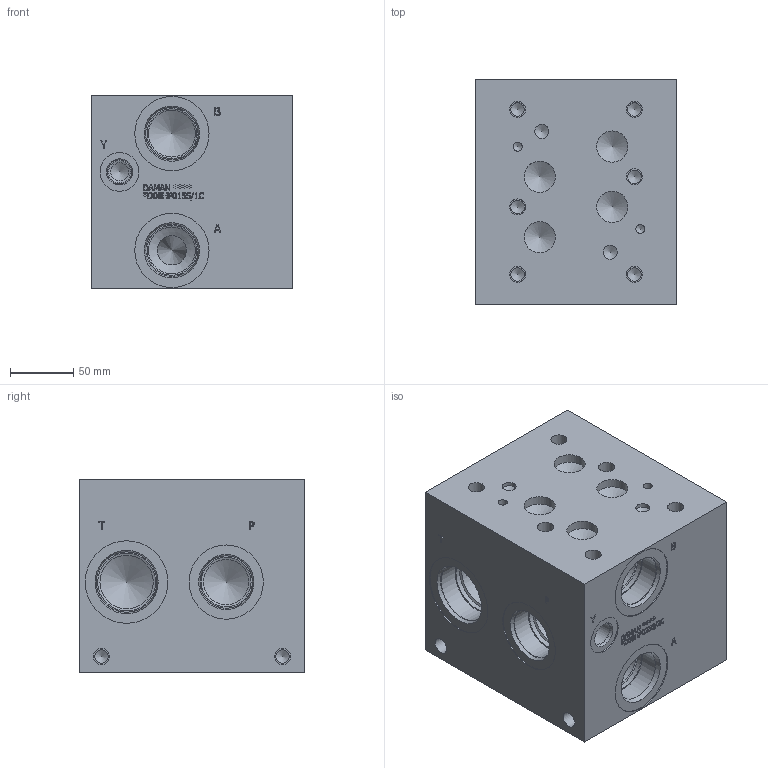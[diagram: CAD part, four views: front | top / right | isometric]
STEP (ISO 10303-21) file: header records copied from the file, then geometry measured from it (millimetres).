
FILE_DESCRIPTION(/* description */ (''),/* implementation_level */ '2;1');
FILE_NAME(/* name */ '_D08HP015S_1C.stp',/* time_stamp */ '2021-07-20T11:58:13-04:00',/* author */ ('anthonyv'),/* organization */ (''),/* preprocessor_version */ 'ST-DEVELOPER v18.1',/* originating_system */ 'Autodesk Inventor 2021',/* authorisation */ '');
FILE_SCHEMA (('AUTOMOTIVE_DESIGN { 1 0 10303 214 3 1 1 }'));
Length unit declared in the file: millimetre
Products named in the file (1): _D08HP015S_1C
Bounding box: 158.75 x 177.8 x 152.4 mm (x, y, z)
Volume: 3855860.7 mm3; surface area: 212195.5 mm2
Topology: 1 solids, 1 shells, 619 faces, 1686 edges, 1140 vertices
Faces by surface type: plane 347, bspline 144, cylinder 73, cone 55
Full cylindrical faces by diameter (mm): 7.137 x2, 9.525 x1, 9.881 x1, 10.719 x10, 11.113 x2, 11.125 x1, 12.7 x10, 14.275 x1, 17.501 x1, 19.05 x2, 19.253 x1, 21.285 x1, 24.613 x4, 28.62 x1, 30.632 x1, 31.344 x1, 33.34 x1, 33.71 x1, 35.712 x2, 36.906 x2, 39.218 x4, 41.275 x2, 41.28 x2, 41.758 x2, 42.062 x2, 43.51 x2, 44.45 x1, 45.568 x2, 47.625 x2, 48.057 x2
Entity records: 20677 total; most frequent: CARTESIAN_POINT 5291, ORIENTED_EDGE 3318, DIRECTION 2600, EDGE_CURVE 1659, VERTEX_POINT 1140, LINE 1094, VECTOR 1094, AXIS2_PLACEMENT_3D 753
